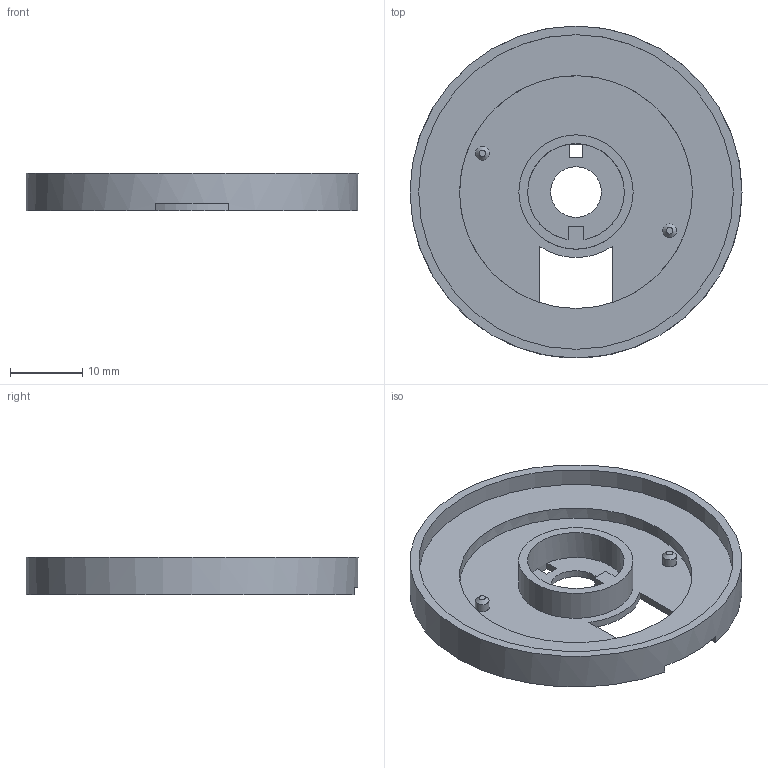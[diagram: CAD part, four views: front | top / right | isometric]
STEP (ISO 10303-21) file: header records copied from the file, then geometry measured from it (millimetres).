
FILE_DESCRIPTION(/* description */ (''),/* implementation_level */ '2;1');
FILE_NAME(/* name */ 'LED Bracket - 8 bit - ShieldedNoCells.step',/* time_stamp */ '2020-10-09T09:57:36-07:00',/* author */ (''),/* organization */ (''),/* preprocessor_version */ 'ST-DEVELOPER v18.1',/* originating_system */ 'Autodesk Translation Framework v9.3.0.1241',/* authorisation */ '');
FILE_SCHEMA (('AUTOMOTIVE_DESIGN { 1 0 10303 214 3 1 1 }'));
Length unit declared in the file: millimetre
Products named in the file (1): Maxmix_Base_LEDBracketShielded
Bounding box: 45.9 x 45.9 x 5.2 mm (x, y, z)
Volume: 3582 mm3; surface area: 4819.1 mm2
Topology: 1 solids, 1 shells, 28 faces, 65 edges, 42 vertices
Faces by surface type: plane 17, cylinder 9, cone 2
Full cylindrical faces by diameter (mm): 1.9 x2, 7 x1, 15.8 x1, 32.2 x1, 43.5 x1, 45.9 x1
Entity records: 848 total; most frequent: DIRECTION 149, CARTESIAN_POINT 136, ORIENTED_EDGE 130, EDGE_CURVE 65, AXIS2_PLACEMENT_3D 55, VERTEX_POINT 42, LINE 39, VECTOR 39
